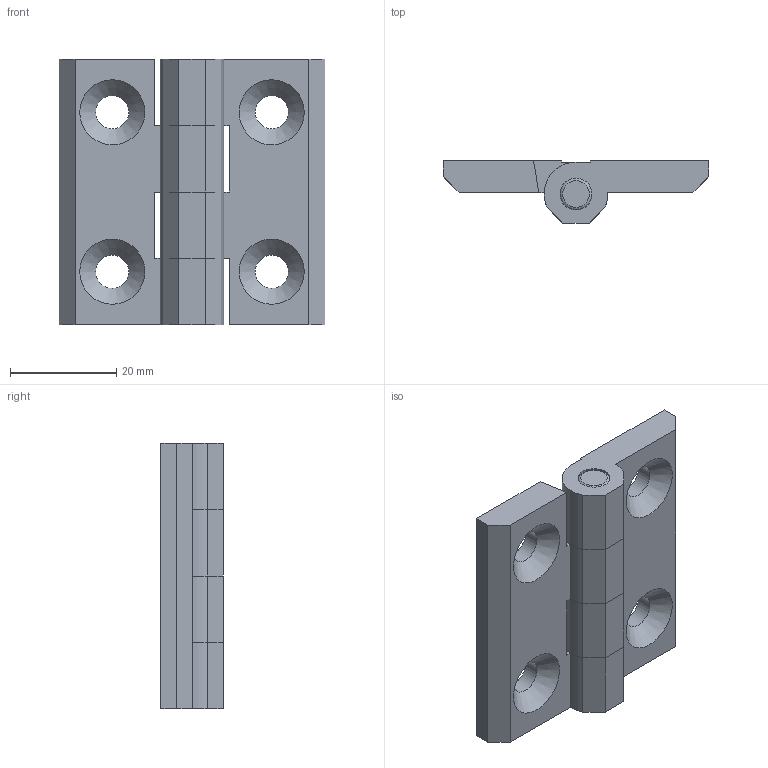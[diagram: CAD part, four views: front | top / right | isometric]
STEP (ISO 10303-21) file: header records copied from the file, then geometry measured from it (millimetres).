
FILE_DESCRIPTION(/* description */ ('CERNIERA 270° IN ACCIAIO INOX 50x50'),/* implementation_level */ '2;1');
FILE_NAME(/* name */ 'CCRAA0000001.stp',/* time_stamp */ '2018-07-30T11:54:24+02:00',/* author */ ('fzagni'),/* organization */ (''),/* preprocessor_version */ 'ST-DEVELOPER v16.1',/* originating_system */ 'Autodesk Inventor 2016',/* authorisation */ '');
FILE_SCHEMA (('AUTOMOTIVE_DESIGN { 1 0 10303 214 3 1 1 }'));
Length unit declared in the file: millimetre
Products named in the file (4): XC40602; 959520000961; 959520000963; XC40602_1
Assembly tree (3 placements, depth 2):
  XC40602_1
    XC40602
    959520000961
    959520000963
Bounding box: 50 x 11.75 x 50 mm (x, y, z)
Volume: 15188.8 mm3; surface area: 9364.3 mm2
Topology: 3 solids, 3 shells, 67 faces, 181 edges, 120 vertices
Faces by surface type: plane 44, cylinder 17, cone 4, torus 2
Full cylindrical faces by diameter (mm): 6 x5, 6.25 x4
Entity records: 2113 total; most frequent: CARTESIAN_POINT 352, DIRECTION 350, ORIENTED_EDGE 324, EDGE_CURVE 162, LINE 122, VECTOR 122, VERTEX_POINT 116, AXIS2_PLACEMENT_3D 114
